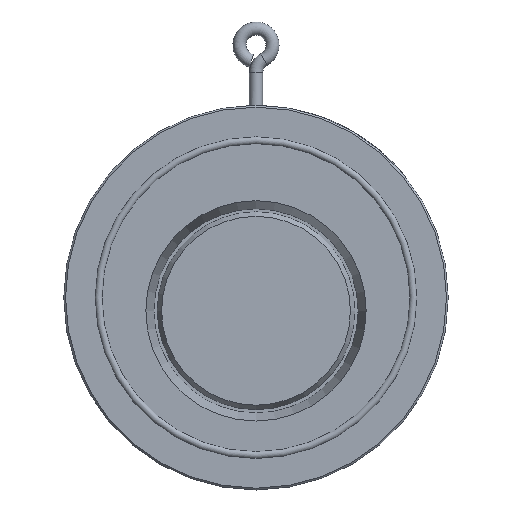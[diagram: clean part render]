
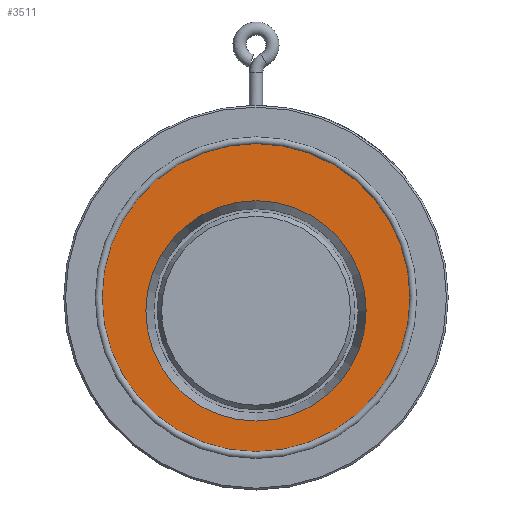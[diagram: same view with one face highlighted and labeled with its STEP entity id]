
A CAD part, top view. The second image highlights one B-rep face of the part: STEP entity #3511.
In plain terms, the highlighted planar face has unit normal (0, 0, 1).
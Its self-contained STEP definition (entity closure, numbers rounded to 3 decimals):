
#739 = EDGE_LOOP ( 'NONE', ( #3780 ) ) ;
#741 = AXIS2_PLACEMENT_3D ( 'NONE', #18062, #2902, #13680 ) ;
#1699 = CARTESIAN_POINT ( 'NONE',  ( 0., -56.14, 0. ) ) ;
#2237 = CARTESIAN_POINT ( 'NONE',  ( 0., 0., 0. ) ) ;
#2902 = DIRECTION ( 'NONE',  ( 0., 0., 1. ) ) ;
#3098 = VERTEX_POINT ( 'NONE', #1699 ) ;
#3511 = ADVANCED_FACE ( 'NONE', ( #10836, #18898 ), #12200, .T. ) ;
#3780 = ORIENTED_EDGE ( 'NONE', *, *, #5768, .F. ) ;
#3842 = DIRECTION ( 'NONE',  ( -1., 0., 0. ) ) ;
#5594 = DIRECTION ( 'NONE',  ( 0., 0., 1. ) ) ;
#5768 = EDGE_CURVE ( 'NONE', #11857, #11857, #18841, .T. ) ;
#6419 = CARTESIAN_POINT ( 'NONE',  ( -70.12, 0., 0. ) ) ;
#6751 = CIRCLE ( 'NONE', #7359, 50.14 ) ;
#7359 = AXIS2_PLACEMENT_3D ( 'NONE', #14710, #5594, #16266 ) ;
#10836 = FACE_BOUND ( 'NONE', #19602, .T. ) ;
#11857 = VERTEX_POINT ( 'NONE', #6419 ) ;
#12200 = PLANE ( 'NONE',  #741 ) ;
#12265 = EDGE_CURVE ( 'NONE', #3098, #3098, #6751, .T. ) ;
#13058 = DIRECTION ( 'NONE',  ( 0., 0., -1. ) ) ;
#13680 = DIRECTION ( 'NONE',  ( 1., 0., 0. ) ) ;
#14710 = CARTESIAN_POINT ( 'NONE',  ( 0., -6., 0. ) ) ;
#15743 = ORIENTED_EDGE ( 'NONE', *, *, #12265, .F. ) ;
#16266 = DIRECTION ( 'NONE',  ( 0., -1., 0. ) ) ;
#18062 = CARTESIAN_POINT ( 'NONE',  ( 0., 0., 0. ) ) ;
#18164 = AXIS2_PLACEMENT_3D ( 'NONE', #2237, #13058, #3842 ) ;
#18841 = CIRCLE ( 'NONE', #18164, 70.12 ) ;
#18898 = FACE_OUTER_BOUND ( 'NONE', #739, .T. ) ;
#19602 = EDGE_LOOP ( 'NONE', ( #15743 ) ) ;
